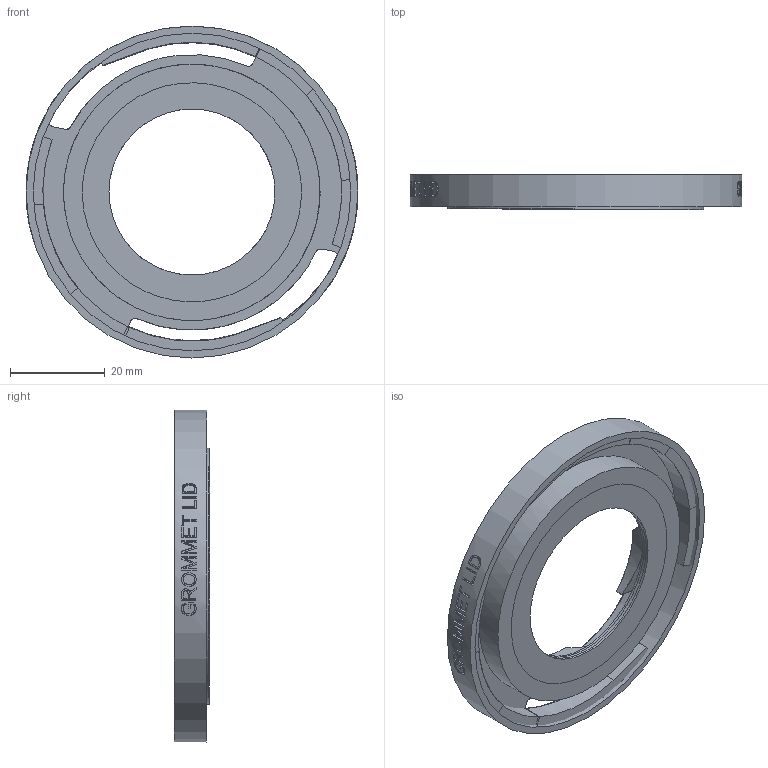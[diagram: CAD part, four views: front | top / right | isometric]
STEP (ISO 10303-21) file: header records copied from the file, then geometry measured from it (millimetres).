
FILE_DESCRIPTION(/* description */ (''),/* implementation_level */ '2;1');
FILE_NAME(/* name */ 'Grommet Lid.step',/* time_stamp */ '2022-10-12T09:05:56-04:00',/* author */ (''),/* organization */ (''),/* preprocessor_version */ 'ST-DEVELOPER v19',/* originating_system */ 'Autodesk Translation Framework v11.7.0.108',/* authorisation */ '');
FILE_SCHEMA (('AUTOMOTIVE_DESIGN { 1 0 10303 214 3 1 1 }'));
Length unit declared in the file: millimetre
Products named in the file (1): Grommet Lid
Bounding box: 70 x 7.48 x 70.01 mm (x, y, z)
Volume: 13582.4 mm3; surface area: 19204.8 mm2
Topology: 10 solids, 10 shells, 504 faces, 1365 edges, 908 vertices
Faces by surface type: bspline 348, plane 84, cylinder 58, cone 12, torus 2
Full cylindrical faces by diameter (mm): 35 x2, 67 x1, 68 x1, 70 x1
Entity records: 21775 total; most frequent: CARTESIAN_POINT 11357, ORIENTED_EDGE 2730, EDGE_CURVE 1365, DIRECTION 1118, VERTEX_POINT 908, B_SPLINE_CURVE_WITH_KNOTS 717, EDGE_LOOP 543, FACE_OUTER_BOUND 504
